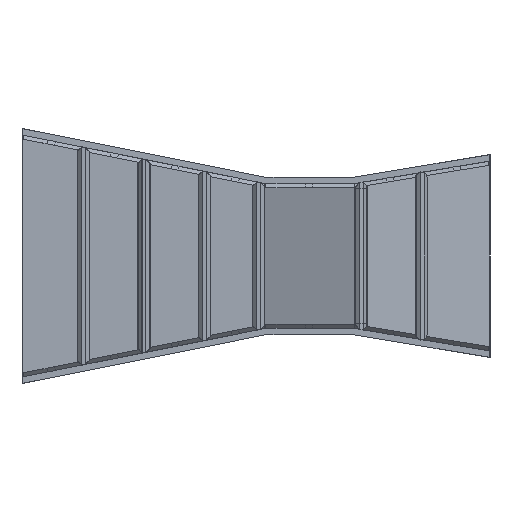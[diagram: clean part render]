
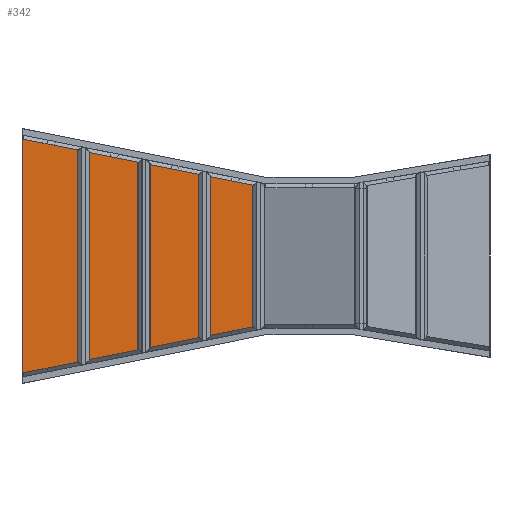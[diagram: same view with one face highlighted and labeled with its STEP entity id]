
A CAD part, front view. The second image highlights one B-rep face of the part: STEP entity #342.
In plain terms, the highlighted planar face has unit normal (0, -1, 0).
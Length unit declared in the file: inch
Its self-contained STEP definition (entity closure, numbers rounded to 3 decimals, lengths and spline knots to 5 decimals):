
#342 = ADVANCED_FACE ( 'NONE', ( #15198 ), #11272, .T. ) ;
#1223 = CARTESIAN_POINT ( 'NONE',  ( -12.04533, -0.25, -30.9375 ) ) ;
#1623 = LINE ( 'NONE', #6676, #3837 ) ;
#1749 = CARTESIAN_POINT ( 'NONE',  ( -12.04533, -0.25, 18.26401 ) ) ;
#1890 = LINE ( 'NONE', #3365, #3919 ) ;
#2532 = DIRECTION ( 'NONE',  ( 0., 0., -1. ) ) ;
#3365 = CARTESIAN_POINT ( 'NONE',  ( -11.95099, -0.25, 18.24515 ) ) ;
#3745 = DIRECTION ( 'NONE',  ( 0., 0., 1. ) ) ;
#3837 = VECTOR ( 'NONE', #8735, 39.37008 ) ;
#3919 = VECTOR ( 'NONE', #9551, 39.37008 ) ;
#5167 = CARTESIAN_POINT ( 'NONE',  ( -12.04533, -0.25, -18.26401 ) ) ;
#5775 = ORIENTED_EDGE ( 'NONE', *, *, #9921, .T. ) ;
#6623 = CARTESIAN_POINT ( 'NONE',  ( -76.46956, -0.25, 31.14247 ) ) ;
#6626 = EDGE_CURVE ( 'NONE', #9615, #7774, #1623, .T. ) ;
#6676 = CARTESIAN_POINT ( 'NONE',  ( -11.95099, -0.25, -18.24515 ) ) ;
#6909 = CARTESIAN_POINT ( 'NONE',  ( -76.46956, -0.25, -30.9375 ) ) ;
#7309 = VERTEX_POINT ( 'NONE', #6623 ) ;
#7774 = VERTEX_POINT ( 'NONE', #16116 ) ;
#8157 = DIRECTION ( 'NONE',  ( 0., 0., 1. ) ) ;
#8735 = DIRECTION ( 'NONE',  ( -0.981, 0., -0.196 ) ) ;
#8958 = AXIS2_PLACEMENT_3D ( 'NONE', #10037, #12714, #2532 ) ;
#9238 = EDGE_CURVE ( 'NONE', #7774, #7309, #10603, .T. ) ;
#9551 = DIRECTION ( 'NONE',  ( 0.981, 0., -0.196 ) ) ;
#9615 = VERTEX_POINT ( 'NONE', #5167 ) ;
#9921 = EDGE_CURVE ( 'NONE', #9615, #11972, #11219, .T. ) ;
#10037 = CARTESIAN_POINT ( 'NONE',  ( -78.71956, -0.25, -30.9375 ) ) ;
#10081 = EDGE_LOOP ( 'NONE', ( #15176, #15735, #5775, #12528 ) ) ;
#10603 = LINE ( 'NONE', #6909, #11404 ) ;
#11219 = LINE ( 'NONE', #1223, #14294 ) ;
#11272 = PLANE ( 'NONE',  #8958 ) ;
#11364 = EDGE_CURVE ( 'NONE', #7309, #11972, #1890, .T. ) ;
#11404 = VECTOR ( 'NONE', #8157, 39.37008 ) ;
#11972 = VERTEX_POINT ( 'NONE', #1749 ) ;
#12528 = ORIENTED_EDGE ( 'NONE', *, *, #11364, .F. ) ;
#12714 = DIRECTION ( 'NONE',  ( 0., -1., 0. ) ) ;
#14294 = VECTOR ( 'NONE', #3745, 39.37008 ) ;
#15176 = ORIENTED_EDGE ( 'NONE', *, *, #9238, .F. ) ;
#15198 = FACE_OUTER_BOUND ( 'NONE', #10081, .T. ) ;
#15735 = ORIENTED_EDGE ( 'NONE', *, *, #6626, .F. ) ;
#16116 = CARTESIAN_POINT ( 'NONE',  ( -76.46956, -0.25, -31.14247 ) ) ;
